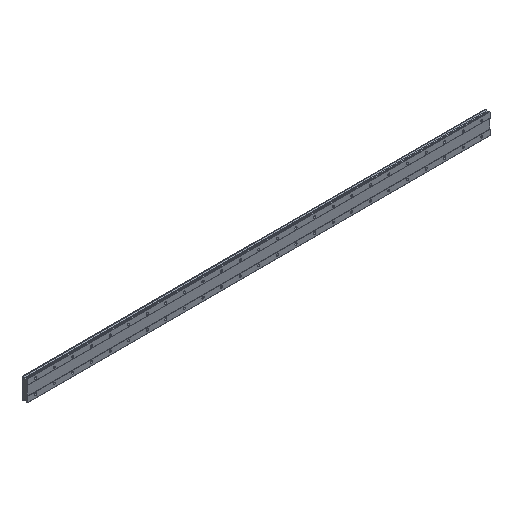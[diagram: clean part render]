
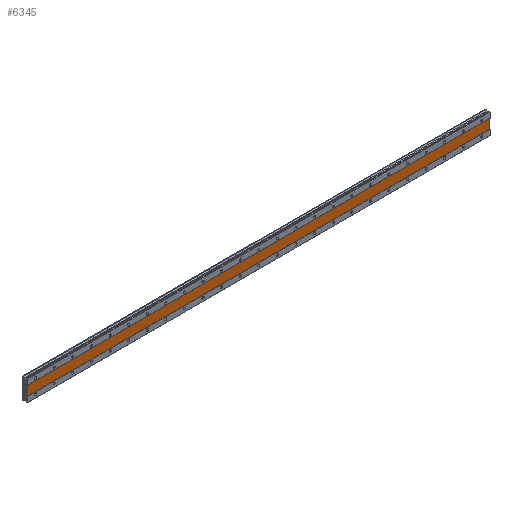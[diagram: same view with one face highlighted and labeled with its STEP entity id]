
A CAD part, isometric view. The second image highlights one B-rep face of the part: STEP entity #6345.
In plain terms, the highlighted planar face has unit normal (0, -1, 0).
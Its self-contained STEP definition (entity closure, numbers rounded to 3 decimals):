
#178 = LINE ( 'NONE', #8399, #1885 ) ;
#364 = DIRECTION ( 'NONE',  ( 1., 0., 0. ) ) ;
#825 = DIRECTION ( 'NONE',  ( 0., 0., 1. ) ) ;
#919 = DIRECTION ( 'NONE',  ( 0., 1., 0. ) ) ;
#1368 = VECTOR ( 'NONE', #5993, 1000. ) ;
#1472 = VECTOR ( 'NONE', #3166, 1000. ) ;
#1637 = CARTESIAN_POINT ( 'NONE',  ( -35., 1., -20. ) ) ;
#1762 = DIRECTION ( 'NONE',  ( 0., 0., -1. ) ) ;
#1885 = VECTOR ( 'NONE', #364, 1000. ) ;
#2443 = EDGE_LOOP ( 'NONE', ( #2732, #8298, #6894, #8256 ) ) ;
#2535 = LINE ( 'NONE', #6654, #1368 ) ;
#2732 = ORIENTED_EDGE ( 'NONE', *, *, #6428, .F. ) ;
#2944 = CARTESIAN_POINT ( 'NONE',  ( 1955., 1., 20. ) ) ;
#3166 = DIRECTION ( 'NONE',  ( 0., 0., 1. ) ) ;
#3218 = EDGE_CURVE ( 'NONE', #7052, #8364, #178, .T. ) ;
#3510 = VECTOR ( 'NONE', #1762, 1000. ) ;
#3620 = PLANE ( 'NONE',  #4519 ) ;
#3849 = EDGE_CURVE ( 'NONE', #4950, #7052, #5301, .T. ) ;
#4519 = AXIS2_PLACEMENT_3D ( 'NONE', #2944, #919, #825 ) ;
#4739 = CARTESIAN_POINT ( 'NONE',  ( 1955., 1., -20. ) ) ;
#4909 = FACE_OUTER_BOUND ( 'NONE', #2443, .T. ) ;
#4950 = VERTEX_POINT ( 'NONE', #1637 ) ;
#5301 = LINE ( 'NONE', #7311, #1472 ) ;
#5337 = LINE ( 'NONE', #6011, #3510 ) ;
#5573 = EDGE_CURVE ( 'NONE', #8364, #6208, #5337, .T. ) ;
#5885 = CARTESIAN_POINT ( 'NONE',  ( 1955., 1., 20. ) ) ;
#5993 = DIRECTION ( 'NONE',  ( -1., 0., 0. ) ) ;
#6011 = CARTESIAN_POINT ( 'NONE',  ( 1955., 1., 20. ) ) ;
#6208 = VERTEX_POINT ( 'NONE', #4739 ) ;
#6345 = ADVANCED_FACE ( 'NONE', ( #4909 ), #3620, .F. ) ;
#6428 = EDGE_CURVE ( 'NONE', #6208, #4950, #2535, .T. ) ;
#6654 = CARTESIAN_POINT ( 'NONE',  ( 1955., 1., -20. ) ) ;
#6894 = ORIENTED_EDGE ( 'NONE', *, *, #3218, .F. ) ;
#7052 = VERTEX_POINT ( 'NONE', #8806 ) ;
#7311 = CARTESIAN_POINT ( 'NONE',  ( -35., 1., 20. ) ) ;
#8256 = ORIENTED_EDGE ( 'NONE', *, *, #3849, .F. ) ;
#8298 = ORIENTED_EDGE ( 'NONE', *, *, #5573, .F. ) ;
#8364 = VERTEX_POINT ( 'NONE', #5885 ) ;
#8399 = CARTESIAN_POINT ( 'NONE',  ( 1955., 1., 20. ) ) ;
#8806 = CARTESIAN_POINT ( 'NONE',  ( -35., 1., 20. ) ) ;
